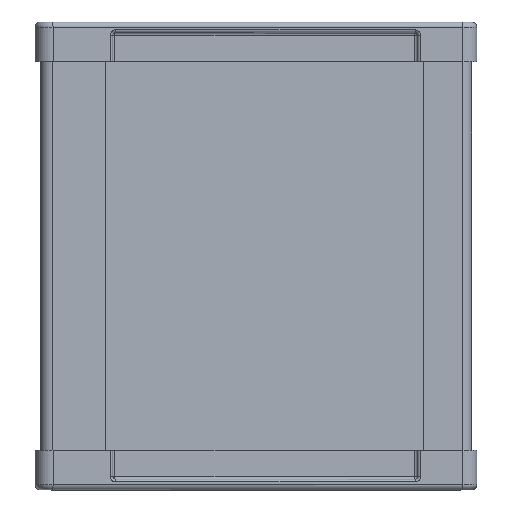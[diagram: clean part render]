
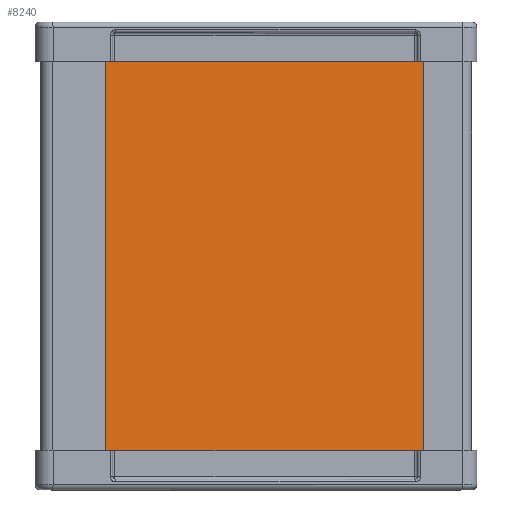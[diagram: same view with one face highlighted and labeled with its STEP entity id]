
A CAD part, top view. The second image highlights one B-rep face of the part: STEP entity #8240.
In plain terms, the highlighted face is planar.
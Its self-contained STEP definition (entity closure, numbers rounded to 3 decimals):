
#431=FACE_OUTER_BOUND('',#873,.T.);
#873=EDGE_LOOP('',(#6191,#6192,#6193,#6194));
#1875=LINE('',#12554,#2789);
#1876=LINE('',#12556,#2790);
#1877=LINE('',#12558,#2791);
#1878=LINE('',#12559,#2792);
#2789=VECTOR('',#10111,172.);
#2790=VECTOR('',#10112,130.);
#2791=VECTOR('',#10113,172.);
#2792=VECTOR('',#10114,130.);
#3609=VERTEX_POINT('',#12552);
#3610=VERTEX_POINT('',#12553);
#3611=VERTEX_POINT('',#12555);
#3612=VERTEX_POINT('',#12557);
#4545=EDGE_CURVE('',#3609,#3610,#1875,.T.);
#4546=EDGE_CURVE('',#3610,#3611,#1876,.T.);
#4547=EDGE_CURVE('',#3611,#3612,#1877,.T.);
#4548=EDGE_CURVE('',#3612,#3609,#1878,.T.);
#6191=ORIENTED_EDGE('',*,*,#4545,.T.);
#6192=ORIENTED_EDGE('',*,*,#4546,.T.);
#6193=ORIENTED_EDGE('',*,*,#4547,.T.);
#6194=ORIENTED_EDGE('',*,*,#4548,.T.);
#7715=PLANE('',#8754);
#8240=ADVANCED_FACE('',(#431),#7715,.T.);
#8754=AXIS2_PLACEMENT_3D('',#12551,#10109,#10110);
#10109=DIRECTION('center_axis',(0.,0.,-1.));
#10110=DIRECTION('ref_axis',(-1.,0.,0.));
#10111=DIRECTION('',(1.,0.,0.));
#10112=DIRECTION('',(0.,-1.,0.));
#10113=DIRECTION('',(-1.,0.,0.));
#10114=DIRECTION('',(0.,1.,0.));
#12551=CARTESIAN_POINT('Origin',(0.,0.,-1.));
#12552=CARTESIAN_POINT('',(-86.,65.,-1.));
#12553=CARTESIAN_POINT('',(86.,65.,-1.));
#12554=CARTESIAN_POINT('',(-86.,65.,-1.));
#12555=CARTESIAN_POINT('',(86.,-65.,-1.));
#12556=CARTESIAN_POINT('',(86.,65.,-1.));
#12557=CARTESIAN_POINT('',(-86.,-65.,-1.));
#12558=CARTESIAN_POINT('',(86.,-65.,-1.));
#12559=CARTESIAN_POINT('',(-86.,-65.,-1.));
